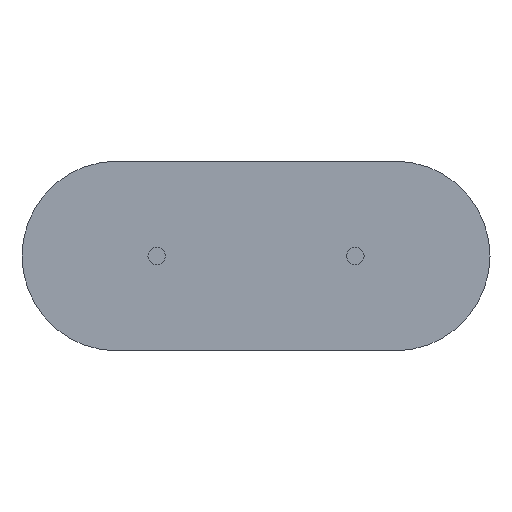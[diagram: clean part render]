
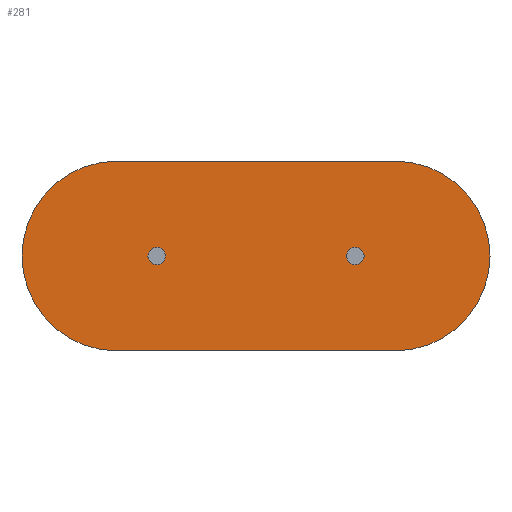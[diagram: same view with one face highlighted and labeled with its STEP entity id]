
A CAD part, front view. The second image highlights one B-rep face of the part: STEP entity #281.
In plain terms, the highlighted planar face has unit normal (0, -1, 0).
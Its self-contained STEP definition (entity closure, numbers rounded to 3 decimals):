
#18=FACE_BOUND('',#57,.T.);
#19=FACE_BOUND('',#58,.T.);
#23=PLANE('',#324);
#36=FACE_OUTER_BOUND('',#56,.T.);
#56=EDGE_LOOP('',(#222,#223,#224,#225));
#57=EDGE_LOOP('',(#226));
#58=EDGE_LOOP('',(#227));
#74=LINE('',#464,#94);
#78=LINE('',#475,#98);
#94=VECTOR('',#370,1000.);
#98=VECTOR('',#382,1000.);
#110=CIRCLE('',#308,0.215);
#112=CIRCLE('',#311,0.215);
#114=CIRCLE('',#314,2.33);
#116=CIRCLE('',#318,2.33);
#128=VERTEX_POINT('',#442);
#130=VERTEX_POINT('',#448);
#132=VERTEX_POINT('',#454);
#133=VERTEX_POINT('',#455);
#136=VERTEX_POINT('',#463);
#138=VERTEX_POINT('',#469);
#152=EDGE_CURVE('',#128,#128,#110,.T.);
#155=EDGE_CURVE('',#130,#130,#112,.T.);
#158=EDGE_CURVE('',#132,#133,#114,.T.);
#162=EDGE_CURVE('',#133,#136,#74,.T.);
#165=EDGE_CURVE('',#136,#138,#116,.T.);
#168=EDGE_CURVE('',#138,#132,#78,.T.);
#222=ORIENTED_EDGE('',*,*,#158,.F.);
#223=ORIENTED_EDGE('',*,*,#168,.F.);
#224=ORIENTED_EDGE('',*,*,#165,.F.);
#225=ORIENTED_EDGE('',*,*,#162,.F.);
#226=ORIENTED_EDGE('',*,*,#152,.T.);
#227=ORIENTED_EDGE('',*,*,#155,.T.);
#281=ADVANCED_FACE('',(#36,#18,#19),#23,.F.);
#308=AXIS2_PLACEMENT_3D('',#443,#348,#349);
#311=AXIS2_PLACEMENT_3D('',#449,#355,#356);
#314=AXIS2_PLACEMENT_3D('',#456,#362,#363);
#318=AXIS2_PLACEMENT_3D('',#470,#375,#376);
#324=AXIS2_PLACEMENT_3D('',#486,#392,#393);
#348=DIRECTION('center_axis',(0.,1.,0.));
#349=DIRECTION('ref_axis',(0.,0.,-1.));
#355=DIRECTION('center_axis',(0.,1.,0.));
#356=DIRECTION('ref_axis',(0.,0.,1.));
#362=DIRECTION('center_axis',(0.,1.,0.));
#363=DIRECTION('ref_axis',(0.,0.,1.));
#370=DIRECTION('',(-1.,0.,0.));
#375=DIRECTION('center_axis',(0.,1.,0.));
#376=DIRECTION('ref_axis',(0.,0.,1.));
#382=DIRECTION('',(1.,0.,0.));
#392=DIRECTION('center_axis',(0.,1.,0.));
#393=DIRECTION('ref_axis',(0.,0.,1.));
#442=CARTESIAN_POINT('',(2.44,0.,-0.215));
#443=CARTESIAN_POINT('Origin',(2.44,0.,0.));
#448=CARTESIAN_POINT('',(-2.44,0.,-0.215));
#449=CARTESIAN_POINT('Origin',(-2.44,0.,0.));
#454=CARTESIAN_POINT('',(3.42,0.,2.33));
#455=CARTESIAN_POINT('',(3.42,0.,-2.33));
#456=CARTESIAN_POINT('Origin',(3.42,0.,0.));
#463=CARTESIAN_POINT('',(-3.42,0.,-2.33));
#464=CARTESIAN_POINT('',(3.42,0.,-2.33));
#469=CARTESIAN_POINT('',(-3.42,0.,2.33));
#470=CARTESIAN_POINT('Origin',(-3.42,0.,0.));
#475=CARTESIAN_POINT('',(3.42,0.,2.33));
#486=CARTESIAN_POINT('Origin',(3.42,0.,0.));
